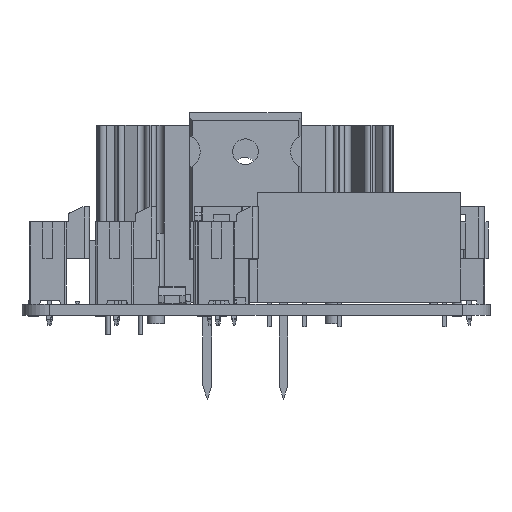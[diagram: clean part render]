
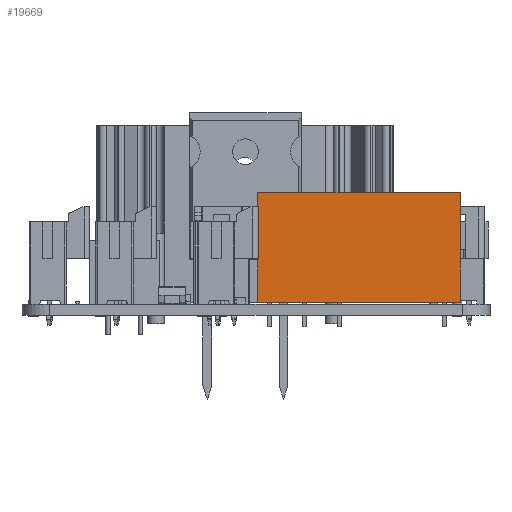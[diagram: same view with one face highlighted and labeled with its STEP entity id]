
A CAD part, front view. The second image highlights one B-rep face of the part: STEP entity #19669.
In plain terms, the highlighted planar face has unit normal (0, -1, 0).
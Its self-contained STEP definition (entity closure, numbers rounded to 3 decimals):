
#19277 = EDGE_CURVE('',#19278,#19280,#19282,.T.);
#19278 = VERTEX_POINT('',#19279);
#19279 = CARTESIAN_POINT('',(29.255,-14.684,0.3));
#19280 = VERTEX_POINT('',#19281);
#19281 = CARTESIAN_POINT('',(29.255,-14.684,16.));
#19282 = LINE('',#19283,#19284);
#19283 = CARTESIAN_POINT('',(29.255,-14.684,8.15));
#19284 = VECTOR('',#19285,1.);
#19285 = DIRECTION('',(0.,0.,1.));
#19317 = EDGE_CURVE('',#19318,#19320,#19322,.T.);
#19318 = VERTEX_POINT('',#19319);
#19319 = CARTESIAN_POINT('',(0.255,-14.684,0.3));
#19320 = VERTEX_POINT('',#19321);
#19321 = CARTESIAN_POINT('',(0.255,-14.684,16.));
#19322 = LINE('',#19323,#19324);
#19323 = CARTESIAN_POINT('',(0.255,-14.684,8.15));
#19324 = VECTOR('',#19325,1.);
#19325 = DIRECTION('',(0.,0.,1.));
#19561 = EDGE_CURVE('',#19278,#19318,#19562,.T.);
#19562 = LINE('',#19563,#19564);
#19563 = CARTESIAN_POINT('',(14.755,-14.684,0.3));
#19564 = VECTOR('',#19565,1.);
#19565 = DIRECTION('',(-1.,0.,0.));
#19651 = EDGE_CURVE('',#19280,#19320,#19652,.T.);
#19652 = LINE('',#19653,#19654);
#19653 = CARTESIAN_POINT('',(14.755,-14.684,16.));
#19654 = VECTOR('',#19655,1.);
#19655 = DIRECTION('',(-1.,0.,0.));
#19669 = ADVANCED_FACE('',(#19670),#19676,.F.);
#19670 = FACE_BOUND('',#19671,.T.);
#19671 = EDGE_LOOP('',(#19672,#19673,#19674,#19675));
#19672 = ORIENTED_EDGE('',*,*,#19277,.T.);
#19673 = ORIENTED_EDGE('',*,*,#19651,.T.);
#19674 = ORIENTED_EDGE('',*,*,#19317,.F.);
#19675 = ORIENTED_EDGE('',*,*,#19561,.F.);
#19676 = PLANE('',#19677);
#19677 = AXIS2_PLACEMENT_3D('',#19678,#19679,#19680);
#19678 = CARTESIAN_POINT('',(14.755,-14.684,8.15));
#19679 = DIRECTION('',(0.,1.,0.));
#19680 = DIRECTION('',(-1.,0.,0.));
